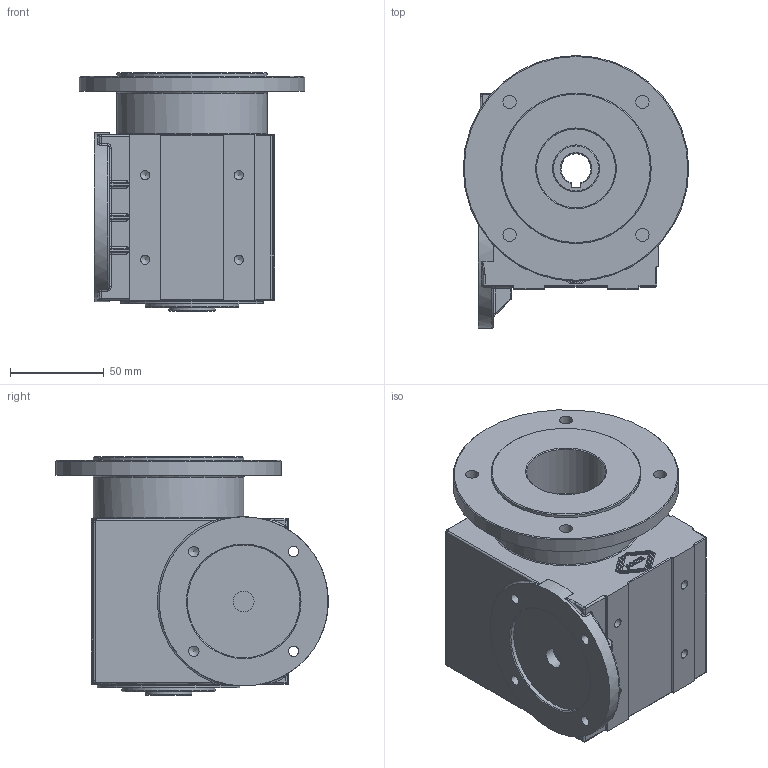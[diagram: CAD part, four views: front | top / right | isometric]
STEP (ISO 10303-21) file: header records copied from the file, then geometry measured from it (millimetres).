
FILE_DESCRIPTION((''),'2;1');
FILE_NAME('A40_B52F120HW_M6.ipt.stp','2010-03-02T10:10:13',('INDUR'),(''),'Autodesk Inventor 2010','Autodesk Inventor 2010','');
FILE_SCHEMA(('CONFIG_CONTROL_DESIGN'));
Length unit declared in the file: millimetre
Products named in the file (1): A40_B52F120HW_M6
Bounding box: 120 x 145 x 127 mm (x, y, z)
Volume: 1028558.5 mm3; surface area: 95974.2 mm2
Topology: 1 solids, 1 shells, 568 faces, 1493 edges, 944 vertices
Faces by surface type: bspline 298, plane 199, cylinder 55, cone 16
Full cylindrical faces by diameter (mm): 4.917 x8, 6.647 x4, 7 x4, 25 x2
Entity records: 23096 total; most frequent: CARTESIAN_POINT 10068, ORIENTED_EDGE 2792, DIRECTION 2118, EDGE_CURVE 1396, VERTEX_POINT 916, VECTOR 832, LINE 832, EDGE_LOOP 668
